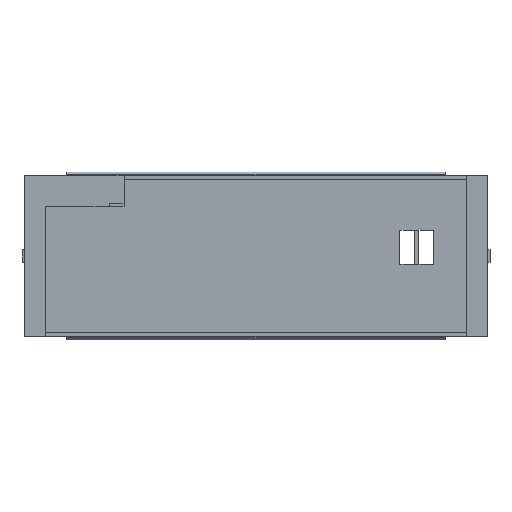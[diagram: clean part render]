
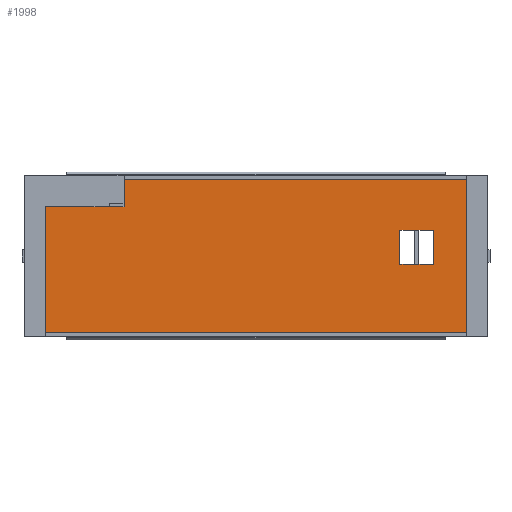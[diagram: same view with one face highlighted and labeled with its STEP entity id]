
A CAD part, top view. The second image highlights one B-rep face of the part: STEP entity #1998.
In plain terms, the highlighted planar face has unit normal (0, 0, 1).
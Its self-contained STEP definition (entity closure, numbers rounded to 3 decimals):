
#710 = VERTEX_POINT('',#711);
#711 = CARTESIAN_POINT('',(-62.05,23.05,-51.5));
#719 = EDGE_CURVE('',#710,#720,#722,.T.);
#720 = VERTEX_POINT('',#721);
#721 = CARTESIAN_POINT('',(-62.05,25.05,-51.5));
#722 = LINE('',#723,#724);
#723 = CARTESIAN_POINT('',(-62.05,23.05,-51.5));
#724 = VECTOR('',#725,1.);
#725 = DIRECTION('',(0.,1.,0.));
#832 = VERTEX_POINT('',#833);
#833 = CARTESIAN_POINT('',(99.05,36.05,-51.5));
#839 = EDGE_CURVE('',#840,#832,#842,.T.);
#840 = VERTEX_POINT('',#841);
#841 = CARTESIAN_POINT('',(99.05,-36.05,-51.5));
#842 = LINE('',#843,#844);
#843 = CARTESIAN_POINT('',(99.05,-36.05,-51.5));
#844 = VECTOR('',#845,1.);
#845 = DIRECTION('',(0.,1.,0.));
#1348 = VERTEX_POINT('',#1349);
#1349 = CARTESIAN_POINT('',(74.65,-3.85,-51.5));
#1355 = EDGE_CURVE('',#1356,#1348,#1358,.T.);
#1356 = VERTEX_POINT('',#1357);
#1357 = CARTESIAN_POINT('',(67.65,-3.85,-51.5));
#1358 = LINE('',#1359,#1360);
#1359 = CARTESIAN_POINT('',(37.325,-3.85,-51.5));
#1360 = VECTOR('',#1361,1.);
#1361 = DIRECTION('',(1.,0.,0.));
#1396 = VERTEX_POINT('',#1397);
#1397 = CARTESIAN_POINT('',(74.65,12.15,-51.5));
#1419 = EDGE_CURVE('',#1420,#1356,#1422,.T.);
#1420 = VERTEX_POINT('',#1421);
#1421 = CARTESIAN_POINT('',(67.65,12.15,-51.5));
#1422 = LINE('',#1423,#1424);
#1423 = CARTESIAN_POINT('',(67.65,-1.925,-51.5));
#1424 = VECTOR('',#1425,1.);
#1425 = DIRECTION('',(0.,-1.,0.));
#1443 = EDGE_CURVE('',#1396,#1420,#1444,.T.);
#1444 = LINE('',#1445,#1446);
#1445 = CARTESIAN_POINT('',(33.825,12.15,-51.5));
#1446 = VECTOR('',#1447,1.);
#1447 = DIRECTION('',(-1.,0.,0.));
#1460 = VERTEX_POINT('',#1461);
#1461 = CARTESIAN_POINT('',(83.65,12.15,-51.5));
#1467 = EDGE_CURVE('',#1468,#1460,#1470,.T.);
#1468 = VERTEX_POINT('',#1469);
#1469 = CARTESIAN_POINT('',(83.65,-3.85,-51.5));
#1470 = LINE('',#1471,#1472);
#1471 = CARTESIAN_POINT('',(83.65,6.075,-51.5));
#1472 = VECTOR('',#1473,1.);
#1473 = DIRECTION('',(0.,1.,0.));
#1491 = VERTEX_POINT('',#1492);
#1492 = CARTESIAN_POINT('',(76.65,12.15,-51.5));
#1498 = EDGE_CURVE('',#1460,#1491,#1499,.T.);
#1499 = LINE('',#1500,#1501);
#1500 = CARTESIAN_POINT('',(38.325,12.15,-51.5));
#1501 = VECTOR('',#1502,1.);
#1502 = DIRECTION('',(-1.,0.,0.));
#1515 = EDGE_CURVE('',#1516,#1468,#1518,.T.);
#1516 = VERTEX_POINT('',#1517);
#1517 = CARTESIAN_POINT('',(76.65,-3.85,-51.5));
#1518 = LINE('',#1519,#1520);
#1519 = CARTESIAN_POINT('',(41.825,-3.85,-51.5));
#1520 = VECTOR('',#1521,1.);
#1521 = DIRECTION('',(1.,0.,0.));
#1723 = VERTEX_POINT('',#1724);
#1724 = CARTESIAN_POINT('',(-62.05,36.05,-51.5));
#1730 = EDGE_CURVE('',#832,#1723,#1731,.T.);
#1731 = LINE('',#1732,#1733);
#1732 = CARTESIAN_POINT('',(99.05,36.05,-51.5));
#1733 = VECTOR('',#1734,1.);
#1734 = DIRECTION('',(-1.,0.,0.));
#1755 = EDGE_CURVE('',#720,#1723,#1756,.T.);
#1756 = LINE('',#1757,#1758);
#1757 = CARTESIAN_POINT('',(-62.05,23.05,-51.5));
#1758 = VECTOR('',#1759,1.);
#1759 = DIRECTION('',(0.,1.,0.));
#1819 = VERTEX_POINT('',#1820);
#1820 = CARTESIAN_POINT('',(-99.05,23.05,-51.5));
#1826 = EDGE_CURVE('',#1819,#710,#1827,.T.);
#1827 = LINE('',#1828,#1829);
#1828 = CARTESIAN_POINT('',(-99.05,23.05,-51.5));
#1829 = VECTOR('',#1830,1.);
#1830 = DIRECTION('',(1.,0.,0.));
#1859 = VERTEX_POINT('',#1860);
#1860 = CARTESIAN_POINT('',(-99.05,-36.05,-51.5));
#1866 = EDGE_CURVE('',#1819,#1859,#1867,.T.);
#1867 = LINE('',#1868,#1869);
#1868 = CARTESIAN_POINT('',(-99.05,36.05,-51.5));
#1869 = VECTOR('',#1870,1.);
#1870 = DIRECTION('',(0.,-1.,0.));
#1998 = ADVANCED_FACE('',(#1999,#2013),#2033,.T.);
#1999 = FACE_BOUND('',#2000,.T.);
#2000 = EDGE_LOOP('',(#2001,#2002,#2003,#2004,#2005,#2006,#2007));
#2001 = ORIENTED_EDGE('',*,*,#839,.T.);
#2002 = ORIENTED_EDGE('',*,*,#1730,.T.);
#2003 = ORIENTED_EDGE('',*,*,#1755,.F.);
#2004 = ORIENTED_EDGE('',*,*,#719,.F.);
#2005 = ORIENTED_EDGE('',*,*,#1826,.F.);
#2006 = ORIENTED_EDGE('',*,*,#1866,.T.);
#2007 = ORIENTED_EDGE('',*,*,#2008,.T.);
#2008 = EDGE_CURVE('',#1859,#840,#2009,.T.);
#2009 = LINE('',#2010,#2011);
#2010 = CARTESIAN_POINT('',(-99.05,-36.05,-51.5));
#2011 = VECTOR('',#2012,1.);
#2012 = DIRECTION('',(1.,0.,0.));
#2013 = FACE_BOUND('',#2014,.T.);
#2014 = EDGE_LOOP('',(#2015,#2016,#2017,#2023,#2024,#2025,#2026,#2032));
#2015 = ORIENTED_EDGE('',*,*,#1419,.F.);
#2016 = ORIENTED_EDGE('',*,*,#1443,.F.);
#2017 = ORIENTED_EDGE('',*,*,#2018,.F.);
#2018 = EDGE_CURVE('',#1491,#1396,#2019,.T.);
#2019 = LINE('',#2020,#2021);
#2020 = CARTESIAN_POINT('',(76.65,12.15,-51.5));
#2021 = VECTOR('',#2022,1.);
#2022 = DIRECTION('',(-1.,0.,0.));
#2023 = ORIENTED_EDGE('',*,*,#1498,.F.);
#2024 = ORIENTED_EDGE('',*,*,#1467,.F.);
#2025 = ORIENTED_EDGE('',*,*,#1515,.F.);
#2026 = ORIENTED_EDGE('',*,*,#2027,.F.);
#2027 = EDGE_CURVE('',#1348,#1516,#2028,.T.);
#2028 = LINE('',#2029,#2030);
#2029 = CARTESIAN_POINT('',(74.65,-3.85,-51.5));
#2030 = VECTOR('',#2031,1.);
#2031 = DIRECTION('',(1.,0.,0.));
#2032 = ORIENTED_EDGE('',*,*,#1355,.F.);
#2033 = PLANE('',#2034);
#2034 = AXIS2_PLACEMENT_3D('',#2035,#2036,#2037);
#2035 = CARTESIAN_POINT('',(0.,0.,
    -51.5));
#2036 = DIRECTION('',(0.,0.,1.));
#2037 = DIRECTION('',(1.,0.,0.));
